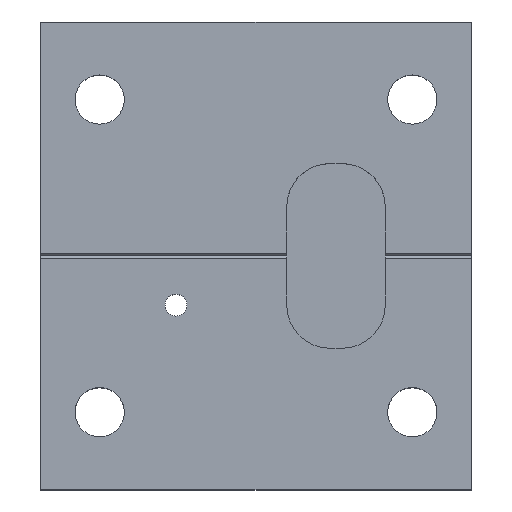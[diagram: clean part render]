
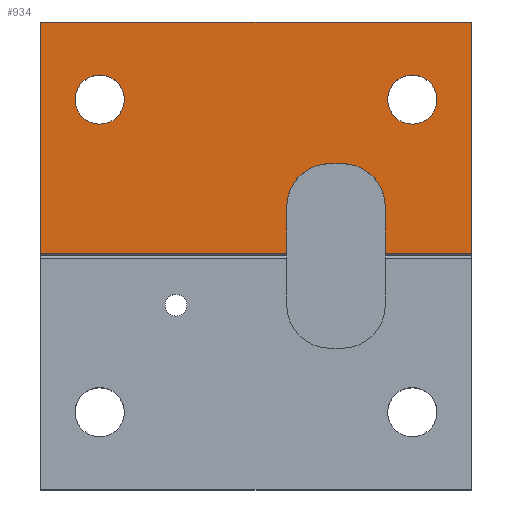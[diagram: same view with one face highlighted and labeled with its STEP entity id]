
A CAD part, top view. The second image highlights one B-rep face of the part: STEP entity #934.
In plain terms, the highlighted planar face has unit normal (0, 0, 1).
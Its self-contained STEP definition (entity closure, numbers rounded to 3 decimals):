
#28=FACE_BOUND('',#189,.T.);
#29=FACE_BOUND('',#190,.T.);
#61=CIRCLE('',#1013,2.);
#63=CIRCLE('',#1016,3.5);
#68=CIRCLE('',#1029,3.5);
#69=CIRCLE('',#1031,2.);
#132=FACE_OUTER_BOUND('',#188,.T.);
#188=EDGE_LOOP('',(#838,#839,#840,#841,#842,#843,#844,#845,#846,#847));
#189=EDGE_LOOP('',(#848));
#190=EDGE_LOOP('',(#849));
#251=LINE('',#1494,#343);
#257=LINE('',#1506,#349);
#267=LINE('',#1537,#359);
#271=LINE('',#1548,#363);
#274=LINE('',#1560,#366);
#280=LINE('',#1572,#372);
#282=LINE('',#1576,#374);
#283=LINE('',#1577,#375);
#343=VECTOR('',#1218,3.79);
#349=VECTOR('',#1226,1.);
#359=VECTOR('',#1254,18.79);
#363=VECTOR('',#1270,20.);
#366=VECTOR('',#1287,35.);
#372=VECTOR('',#1299,18.79);
#374=VECTOR('',#1303,3.79);
#375=VECTOR('',#1304,7.);
#439=VERTEX_POINT('',#1491);
#440=VERTEX_POINT('',#1493);
#442=VERTEX_POINT('',#1499);
#445=VERTEX_POINT('',#1504);
#447=VERTEX_POINT('',#1510);
#449=VERTEX_POINT('',#1516);
#456=VERTEX_POINT('',#1534);
#457=VERTEX_POINT('',#1536);
#459=VERTEX_POINT('',#1555);
#460=VERTEX_POINT('',#1559);
#463=VERTEX_POINT('',#1571);
#464=VERTEX_POINT('',#1575);
#553=EDGE_CURVE('',#439,#440,#251,.T.);
#559=EDGE_CURVE('',#445,#442,#257,.T.);
#562=EDGE_CURVE('',#447,#447,#61,.T.);
#565=EDGE_CURVE('',#449,#445,#63,.T.);
#574=EDGE_CURVE('',#456,#457,#267,.T.);
#580=EDGE_CURVE('',#440,#456,#271,.T.);
#583=EDGE_CURVE('',#442,#439,#68,.T.);
#585=EDGE_CURVE('',#459,#459,#69,.T.);
#586=EDGE_CURVE('',#457,#460,#274,.T.);
#592=EDGE_CURVE('',#460,#463,#280,.T.);
#594=EDGE_CURVE('',#449,#464,#282,.T.);
#595=EDGE_CURVE('',#464,#463,#283,.T.);
#838=ORIENTED_EDGE('',*,*,#574,.F.);
#839=ORIENTED_EDGE('',*,*,#580,.F.);
#840=ORIENTED_EDGE('',*,*,#553,.F.);
#841=ORIENTED_EDGE('',*,*,#583,.F.);
#842=ORIENTED_EDGE('',*,*,#559,.F.);
#843=ORIENTED_EDGE('',*,*,#565,.F.);
#844=ORIENTED_EDGE('',*,*,#594,.T.);
#845=ORIENTED_EDGE('',*,*,#595,.T.);
#846=ORIENTED_EDGE('',*,*,#592,.F.);
#847=ORIENTED_EDGE('',*,*,#586,.F.);
#848=ORIENTED_EDGE('',*,*,#585,.F.);
#849=ORIENTED_EDGE('',*,*,#562,.F.);
#887=PLANE('',#1036);
#934=ADVANCED_FACE('',(#132,#28,#29),#887,.T.);
#1013=AXIS2_PLACEMENT_3D('',#1512,#1232,#1233);
#1016=AXIS2_PLACEMENT_3D('',#1518,#1239,#1240);
#1029=AXIS2_PLACEMENT_3D('',#1553,#1278,#1279);
#1031=AXIS2_PLACEMENT_3D('',#1557,#1283,#1284);
#1036=AXIS2_PLACEMENT_3D('',#1574,#1301,#1302);
#1218=DIRECTION('',(0.,-1.,0.));
#1226=DIRECTION('',(-1.,0.,0.));
#1232=DIRECTION('center_axis',(0.,0.,1.));
#1233=DIRECTION('ref_axis',(0.,-1.,0.));
#1239=DIRECTION('center_axis',(0.,0.,1.));
#1240=DIRECTION('ref_axis',(0.,-1.,0.));
#1254=DIRECTION('',(0.,1.,0.));
#1270=DIRECTION('',(-1.,0.,0.));
#1278=DIRECTION('center_axis',(0.,0.,1.));
#1279=DIRECTION('ref_axis',(0.,-1.,0.));
#1283=DIRECTION('center_axis',(0.,0.,1.));
#1284=DIRECTION('ref_axis',(0.,-1.,0.));
#1287=DIRECTION('',(1.,0.,0.));
#1299=DIRECTION('',(0.,-1.,0.));
#1301=DIRECTION('center_axis',(0.,0.,1.));
#1302=DIRECTION('ref_axis',(1.,0.,0.));
#1303=DIRECTION('',(0.,-1.,0.));
#1304=DIRECTION('',(1.,0.,0.));
#1491=CARTESIAN_POINT('',(-156.25,-15.05,10.));
#1493=CARTESIAN_POINT('',(-156.25,-18.84,10.));
#1494=CARTESIAN_POINT('',(-156.25,-15.05,10.));
#1499=CARTESIAN_POINT('',(-152.75,-11.55,10.));
#1504=CARTESIAN_POINT('',(-151.75,-11.55,10.));
#1506=CARTESIAN_POINT('',(-151.75,-11.55,10.));
#1510=CARTESIAN_POINT('',(-171.45,-4.35,10.));
#1512=CARTESIAN_POINT('Origin',(-171.45,-6.35,10.));
#1516=CARTESIAN_POINT('',(-148.25,-15.05,10.));
#1518=CARTESIAN_POINT('Origin',(-151.75,-15.05,10.));
#1534=CARTESIAN_POINT('',(-176.25,-18.84,10.));
#1536=CARTESIAN_POINT('',(-176.25,-0.05,10.));
#1537=CARTESIAN_POINT('',(-176.25,-18.84,10.));
#1548=CARTESIAN_POINT('',(-156.25,-18.84,10.));
#1553=CARTESIAN_POINT('Origin',(-152.75,-15.05,10.));
#1555=CARTESIAN_POINT('',(-146.05,-4.35,10.));
#1557=CARTESIAN_POINT('Origin',(-146.05,-6.35,10.));
#1559=CARTESIAN_POINT('',(-141.25,-0.05,10.));
#1560=CARTESIAN_POINT('',(-176.25,-0.05,10.));
#1571=CARTESIAN_POINT('',(-141.25,-18.84,10.));
#1572=CARTESIAN_POINT('',(-141.25,-0.05,10.));
#1574=CARTESIAN_POINT('Origin',(0.,0.,10.));
#1575=CARTESIAN_POINT('',(-148.25,-18.84,10.));
#1576=CARTESIAN_POINT('',(-148.25,-15.05,10.));
#1577=CARTESIAN_POINT('',(-148.25,-18.84,10.));
